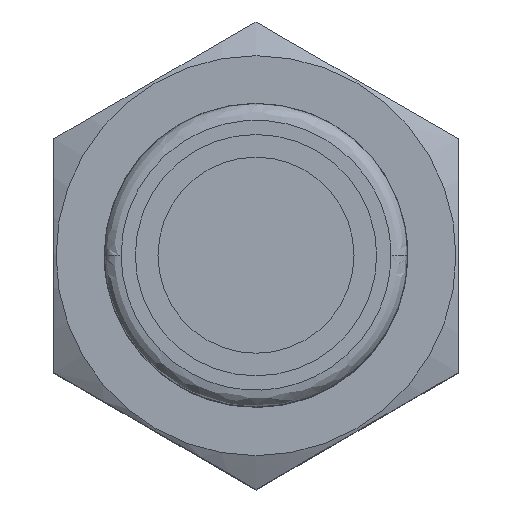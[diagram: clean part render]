
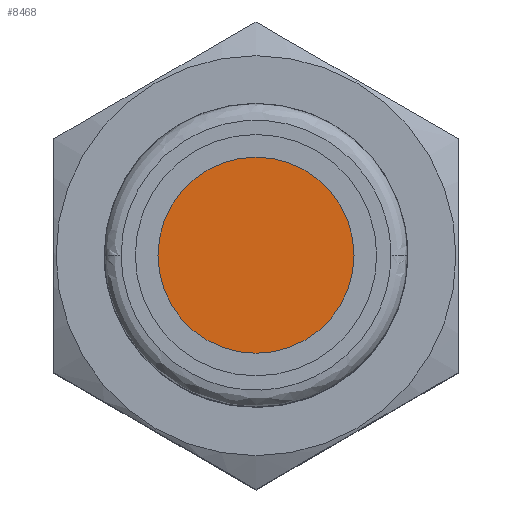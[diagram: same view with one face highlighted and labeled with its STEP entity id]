
A CAD part, top view. The second image highlights one B-rep face of the part: STEP entity #8468.
In plain terms, the highlighted planar face has unit normal (0, 0, 1).
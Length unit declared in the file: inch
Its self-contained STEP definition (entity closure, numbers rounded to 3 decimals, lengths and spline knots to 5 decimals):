
#1037 = CARTESIAN_POINT ( 'NONE',  ( 0., 0., 0. ) ) ;
#2224 = CIRCLE ( 'NONE', #14012, 0.22881 ) ;
#2937 = DIRECTION ( 'NONE',  ( 0., 0., 1. ) ) ;
#4393 = CARTESIAN_POINT ( 'NONE',  ( 0., 0., 0. ) ) ;
#5421 = CARTESIAN_POINT ( 'NONE',  ( 0.22881, 0., 0. ) ) ;
#6886 = EDGE_CURVE ( 'NONE', #9698, #15066, #10884, .T. ) ;
#7150 = FACE_OUTER_BOUND ( 'NONE', #20768, .T. ) ;
#7256 = DIRECTION ( 'NONE',  ( 0., 0., 1. ) ) ;
#8468 = ADVANCED_FACE ( 'NONE', ( #7150 ), #15167, .T. ) ;
#9482 = DIRECTION ( 'NONE',  ( 1., 0., 0. ) ) ;
#9537 = AXIS2_PLACEMENT_3D ( 'NONE', #4393, #20504, #17350 ) ;
#9698 = VERTEX_POINT ( 'NONE', #19042 ) ;
#10884 = CIRCLE ( 'NONE', #9537, 0.22881 ) ;
#11342 = ORIENTED_EDGE ( 'NONE', *, *, #6886, .T. ) ;
#13585 = CARTESIAN_POINT ( 'NONE',  ( 0., 0., 0. ) ) ;
#13894 = DIRECTION ( 'NONE',  ( 1., 0., 0. ) ) ;
#14012 = AXIS2_PLACEMENT_3D ( 'NONE', #1037, #2937, #9482 ) ;
#15066 = VERTEX_POINT ( 'NONE', #5421 ) ;
#15167 = PLANE ( 'NONE',  #19302 ) ;
#16197 = EDGE_CURVE ( 'NONE', #15066, #9698, #2224, .T. ) ;
#17350 = DIRECTION ( 'NONE',  ( 1., 0., 0. ) ) ;
#18156 = ORIENTED_EDGE ( 'NONE', *, *, #16197, .T. ) ;
#19042 = CARTESIAN_POINT ( 'NONE',  ( -0.22881, 0., 0. ) ) ;
#19302 = AXIS2_PLACEMENT_3D ( 'NONE', #13585, #7256, #13894 ) ;
#20504 = DIRECTION ( 'NONE',  ( 0., 0., 1. ) ) ;
#20768 = EDGE_LOOP ( 'NONE', ( #18156, #11342 ) ) ;
